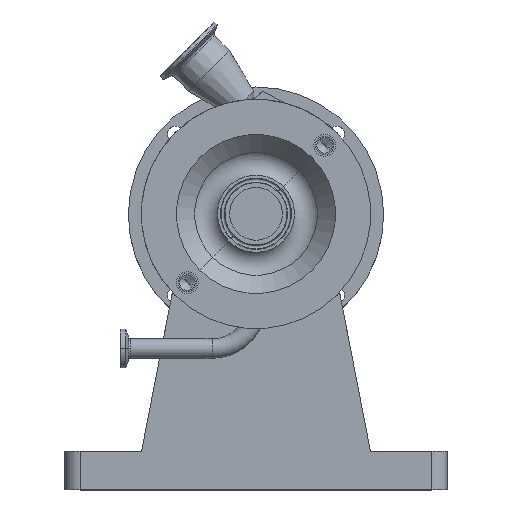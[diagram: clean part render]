
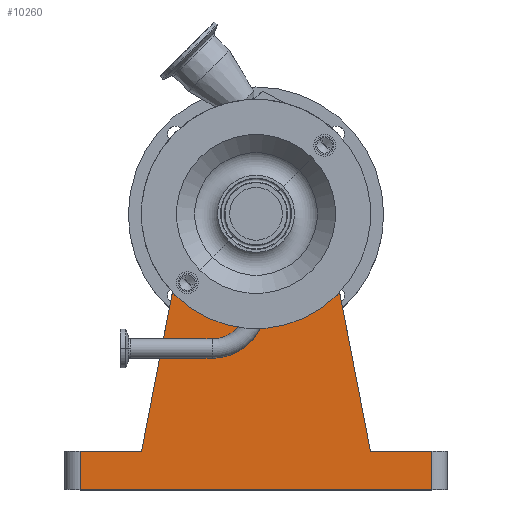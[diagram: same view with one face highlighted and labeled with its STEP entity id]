
A CAD part, top view. The second image highlights one B-rep face of the part: STEP entity #10260.
In plain terms, the highlighted planar face has unit normal (0, 0, 1).
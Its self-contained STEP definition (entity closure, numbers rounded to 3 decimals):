
#82 = VECTOR ( 'NONE', #83, 1000. ) ;
#83 = DIRECTION ( 'NONE',  ( 1., 0., 0. ) ) ;
#84 = CARTESIAN_POINT ( 'NONE',  ( 125., -155., 125. ) ) ;
#85 = LINE ( 'NONE', #84, #82 ) ;
#204 = VECTOR ( 'NONE', #267, 1000. ) ;
#225 = CARTESIAN_POINT ( 'NONE',  ( 115., -180., 125. ) ) ;
#267 = DIRECTION ( 'NONE',  ( 0., 1., 0. ) ) ;
#268 = CARTESIAN_POINT ( 'NONE',  ( 115., -155., 125. ) ) ;
#281 = CARTESIAN_POINT ( 'NONE',  ( 115., -155., 125. ) ) ;
#282 = LINE ( 'NONE', #281, #204 ) ;
#431 = CARTESIAN_POINT ( 'NONE',  ( -115., -155., 125. ) ) ;
#482 = DIRECTION ( 'NONE',  ( 1., 0., 0. ) ) ;
#483 = VECTOR ( 'NONE', #482, 1000. ) ;
#484 = CARTESIAN_POINT ( 'NONE',  ( 125., -180., 125. ) ) ;
#485 = CARTESIAN_POINT ( 'NONE',  ( -115., -180., 125. ) ) ;
#486 = LINE ( 'NONE', #484, #483 ) ;
#496 = DIRECTION ( 'NONE',  ( 0., -1., 0. ) ) ;
#497 = VECTOR ( 'NONE', #496, 1000. ) ;
#498 = CARTESIAN_POINT ( 'NONE',  ( -115., -155., 125. ) ) ;
#499 = LINE ( 'NONE', #498, #497 ) ;
#566 = DIRECTION ( 'NONE',  ( -0.191, 0.982, 0. ) ) ;
#567 = VECTOR ( 'NONE', #566, 1000. ) ;
#568 = CARTESIAN_POINT ( 'NONE',  ( 74.91, -155., 125. ) ) ;
#583 = LINE ( 'NONE', #568, #567 ) ;
#584 = CARTESIAN_POINT ( 'NONE',  ( -74.91, -155., 125. ) ) ;
#621 = CARTESIAN_POINT ( 'NONE',  ( 74.91, -155., 125. ) ) ;
#625 = DIRECTION ( 'NONE',  ( 1., 0., 0. ) ) ;
#626 = CARTESIAN_POINT ( 'NONE',  ( 125., -155., 125. ) ) ;
#627 = LINE ( 'NONE', #626, #682 ) ;
#682 = VECTOR ( 'NONE', #625, 1000. ) ;
#1809 = CARTESIAN_POINT ( 'NONE',  ( 0., 0., 125. ) ) ;
#2042 = DIRECTION ( 'NONE',  ( 0., 0., -1. ) ) ;
#2306 = DIRECTION ( 'NONE',  ( 1., 0., 0. ) ) ;
#2570 = AXIS2_PLACEMENT_3D ( 'NONE', #1809, #2042, #2306 ) ;
#2578 = CIRCLE ( 'NONE', #2570, 50. ) ;
#2661 = CARTESIAN_POINT ( 'NONE',  ( 47.697, -15., 125. ) ) ;
#2928 = EDGE_CURVE ( 'NONE', #2940, #2929, #282, .T. ) ;
#2929 = VERTEX_POINT ( 'NONE', #268 ) ;
#2940 = VERTEX_POINT ( 'NONE', #225 ) ;
#3047 = VERTEX_POINT ( 'NONE', #431 ) ;
#3051 = EDGE_CURVE ( 'NONE', #3052, #2940, #486, .T. ) ;
#3052 = VERTEX_POINT ( 'NONE', #485 ) ;
#3083 = EDGE_CURVE ( 'NONE', #3047, #3052, #499, .T. ) ;
#3947 = VERTEX_POINT ( 'NONE', #584 ) ;
#3948 = EDGE_CURVE ( 'NONE', #3047, #3947, #85, .T. ) ;
#3976 = VERTEX_POINT ( 'NONE', #621 ) ;
#4007 = EDGE_CURVE ( 'NONE', #3976, #2929, #627, .T. ) ;
#4117 = EDGE_CURVE ( 'NONE', #3976, #7809, #583, .T. ) ;
#4298 = ORIENTED_EDGE ( 'NONE', *, *, #2928, .T. ) ;
#4301 = ORIENTED_EDGE ( 'NONE', *, *, #3948, .F. ) ;
#4423 = EDGE_LOOP ( 'NONE', ( #4301, #4436, #10256, #4298, #10261, #10270, #10255, #10262 ) ) ;
#4436 = ORIENTED_EDGE ( 'NONE', *, *, #3083, .T. ) ;
#4588 = CARTESIAN_POINT ( 'NONE',  ( -47.697, -15., 125. ) ) ;
#7023 = AXIS2_PLACEMENT_3D ( 'NONE', #7036, #7079, #7077 ) ;
#7024 = DIRECTION ( 'NONE',  ( -0.191, -0.982, 0. ) ) ;
#7025 = VECTOR ( 'NONE', #7024, 1000. ) ;
#7026 = CARTESIAN_POINT ( 'NONE',  ( -47.697, -15., 125. ) ) ;
#7027 = LINE ( 'NONE', #7026, #7025 ) ;
#7029 = FACE_OUTER_BOUND ( 'NONE', #4423, .T. ) ;
#7036 = CARTESIAN_POINT ( 'NONE',  ( 125., -155., 125. ) ) ;
#7042 = PLANE ( 'NONE',  #7023 ) ;
#7077 = DIRECTION ( 'NONE',  ( -1., 0., 0. ) ) ;
#7079 = DIRECTION ( 'NONE',  ( 0., 0., -1. ) ) ;
#7809 = VERTEX_POINT ( 'NONE', #2661 ) ;
#7874 = EDGE_CURVE ( 'NONE', #7809, #7960, #2578, .T. ) ;
#7960 = VERTEX_POINT ( 'NONE', #4588 ) ;
#10252 = EDGE_CURVE ( 'NONE', #7960, #3947, #7027, .T. ) ;
#10255 = ORIENTED_EDGE ( 'NONE', *, *, #7874, .T. ) ;
#10256 = ORIENTED_EDGE ( 'NONE', *, *, #3051, .T. ) ;
#10260 = ADVANCED_FACE ( 'NONE', ( #7029 ), #7042, .F. ) ;
#10261 = ORIENTED_EDGE ( 'NONE', *, *, #4007, .F. ) ;
#10262 = ORIENTED_EDGE ( 'NONE', *, *, #10252, .T. ) ;
#10270 = ORIENTED_EDGE ( 'NONE', *, *, #4117, .T. ) ;
